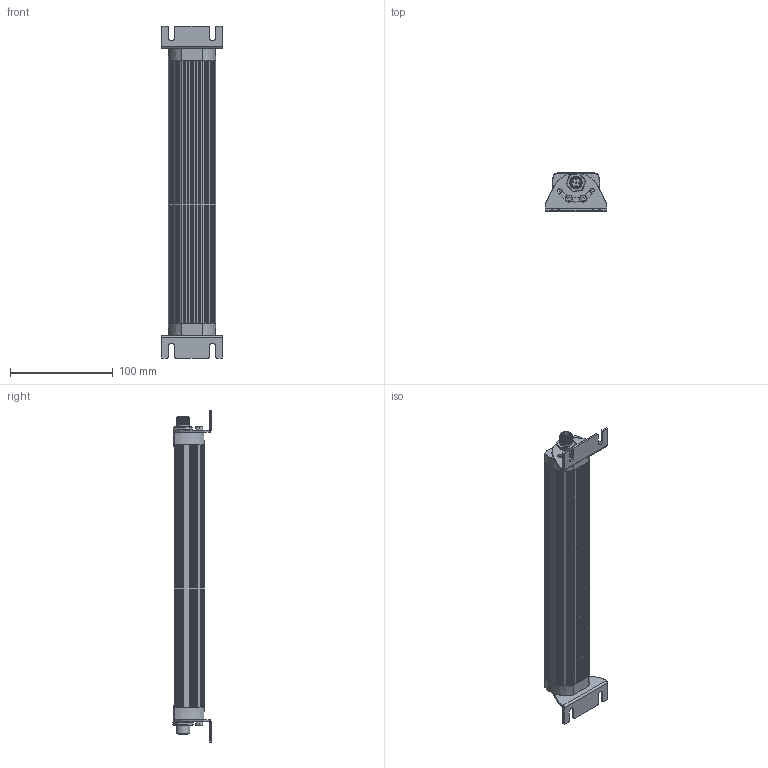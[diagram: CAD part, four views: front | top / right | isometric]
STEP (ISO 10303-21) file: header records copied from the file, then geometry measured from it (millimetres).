
FILE_DESCRIPTION(/* description */ (''),/* implementation_level */ '2;1');
FILE_NAME(/* name */ 'MB-R-280-B5.stp',/* time_stamp */ '2024-06-18T09:05:09+08:00',/* author */ (''),/* organization */ (''),/* preprocessor_version */ 'ST-DEVELOPER v16.7',/* originating_system */ 'SIEMENS PLM Software NX 12.0',/* authorisation */ '');
FILE_SCHEMA (('AUTOMOTIVE_DESIGN { 1 0 10303 214 3 1 1 1 }'));
Length unit declared in the file: millimetre
Products named in the file (1): Admi14C4A1917axy
Bounding box: 60 x 37.3 x 323.5 mm (x, y, z)
Volume: 179843.6 mm3; surface area: 183914.1 mm2
Topology: 20 solids, 26 shells, 1322 faces, 3448 edges, 2246 vertices
Faces by surface type: plane 659, cylinder 530, torus 79, bspline 28, cone 26
Full cylindrical faces by diameter (mm): 1 x14, 3.417 x4, 4.221 x4, 5 x1, 8.4 x1, 9 x1, 10.8 x1, 11 x1, 12 x13, 13.5 x1, 14 x4
Entity records: 48596 total; most frequent: CARTESIAN_POINT 16685, ORIENTED_EDGE 6654, DIRECTION 6414, EDGE_CURVE 3327, AXIS2_PLACEMENT_3D 2206, VERTEX_POINT 2197, LINE 2002, VECTOR 2002
